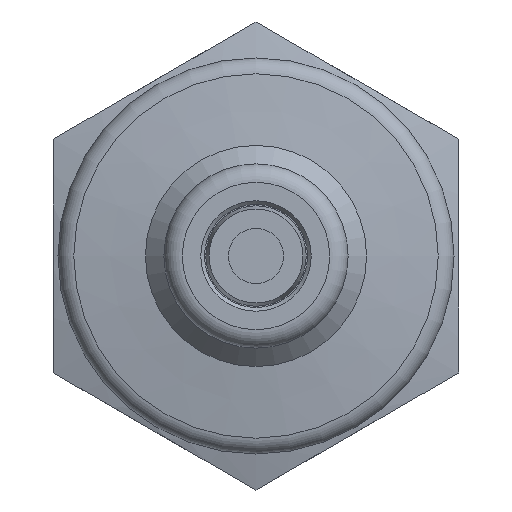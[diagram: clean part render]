
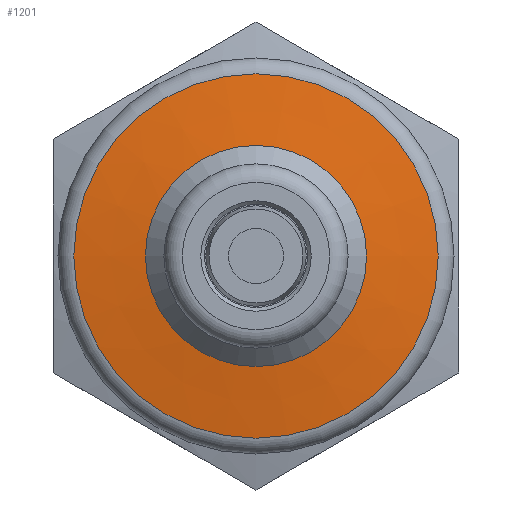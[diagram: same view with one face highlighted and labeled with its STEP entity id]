
A CAD part, left-side view. The second image highlights one B-rep face of the part: STEP entity #1201.
In plain terms, the highlighted conical face has half-angle 82 degrees and reference radius 8.375 mm.
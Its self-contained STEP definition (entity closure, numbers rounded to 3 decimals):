
#99=LINE('',#2039,#139);
#139=VECTOR('',#1629,8.375);
#177=CONICAL_SURFACE('',#1352,8.375,1.431);
#317=FACE_OUTER_BOUND('',#399,.T.);
#399=EDGE_LOOP('',(#975,#976,#977,#978,#979));
#474=CIRCLE('',#1323,6.);
#495=CIRCLE('',#1353,9.889);
#496=CIRCLE('',#1354,9.889);
#571=VERTEX_POINT('',#1982);
#589=VERTEX_POINT('',#2036);
#590=VERTEX_POINT('',#2037);
#699=EDGE_CURVE('',#571,#571,#474,.T.);
#726=EDGE_CURVE('',#589,#590,#495,.T.);
#727=EDGE_CURVE('',#589,#571,#99,.T.);
#728=EDGE_CURVE('',#590,#589,#496,.T.);
#975=ORIENTED_EDGE('',*,*,#726,.F.);
#976=ORIENTED_EDGE('',*,*,#727,.T.);
#977=ORIENTED_EDGE('',*,*,#699,.T.);
#978=ORIENTED_EDGE('',*,*,#727,.F.);
#979=ORIENTED_EDGE('',*,*,#728,.F.);
#1201=ADVANCED_FACE('',(#317),#177,.T.);
#1323=AXIS2_PLACEMENT_3D('',#1983,#1561,#1562);
#1352=AXIS2_PLACEMENT_3D('',#2035,#1625,#1626);
#1353=AXIS2_PLACEMENT_3D('',#2038,#1627,#1628);
#1354=AXIS2_PLACEMENT_3D('',#2040,#1630,#1631);
#1561=DIRECTION('center_axis',(1.,0.,0.));
#1562=DIRECTION('ref_axis',(0.,1.,0.));
#1625=DIRECTION('center_axis',(1.,0.,0.));
#1626=DIRECTION('ref_axis',(0.,1.,0.));
#1627=DIRECTION('center_axis',(1.,0.,0.));
#1628=DIRECTION('ref_axis',(0.,-1.,0.));
#1629=DIRECTION('',(-0.139,0.99,0.));
#1630=DIRECTION('center_axis',(1.,0.,0.));
#1631=DIRECTION('ref_axis',(0.,-1.,0.));
#1982=CARTESIAN_POINT('',(20.,-6.,0.));
#1983=CARTESIAN_POINT('Origin',(20.,0.,0.));
#2035=CARTESIAN_POINT('Origin',(20.334,0.,0.));
#2036=CARTESIAN_POINT('',(20.547,-9.889,0.));
#2037=CARTESIAN_POINT('',(20.547,0.,9.889));
#2038=CARTESIAN_POINT('Origin',(20.547,0.,0.));
#2039=CARTESIAN_POINT('',(20.334,-8.375,0.));
#2040=CARTESIAN_POINT('Origin',(20.547,0.,0.));
